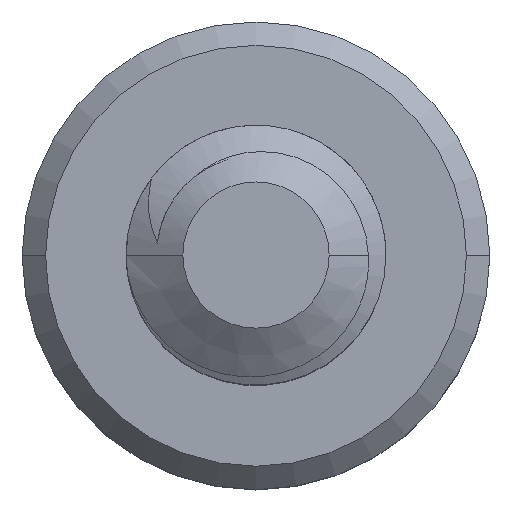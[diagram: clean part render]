
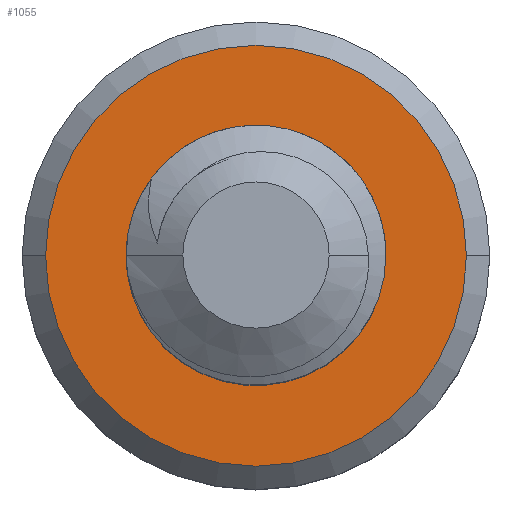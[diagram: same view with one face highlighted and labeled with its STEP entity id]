
A CAD part, top view. The second image highlights one B-rep face of the part: STEP entity #1055.
In plain terms, the highlighted planar face has unit normal (0, 0, 1).
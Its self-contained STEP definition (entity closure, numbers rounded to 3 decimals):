
#20=FACE_BOUND('',#266,.T.);
#23=PLANE('',#1152);
#146=B_SPLINE_CURVE_WITH_KNOTS('',3,(#2492,#2493,#2494,#2495,#2496,#2497,
#2498,#2499,#2500,#2501),.UNSPECIFIED.,.F.,.F.,(4,2,2,2,4),(0.,
0.001,0.001,0.002,0.003),
 .UNSPECIFIED.);
#147=B_SPLINE_CURVE_WITH_KNOTS('',3,(#2777,#2778,#2779,#2780,#2781,#2782,
#2783,#2784,#2785,#2786,#2787,#2788,#2789,#2790,#2791,#2792),
 .UNSPECIFIED.,.F.,.F.,(4,2,2,2,2,2,2,4),(0.,0.,
0.001,0.001,0.001,0.002,
0.002,0.003),.UNSPECIFIED.);
#201=FACE_OUTER_BOUND('',#265,.T.);
#265=EDGE_LOOP('',(#937,#938));
#266=EDGE_LOOP('',(#939,#940,#941,#942));
#392=CIRCLE('',#1087,2.025);
#400=CIRCLE('',#1118,1.25);
#402=CIRCLE('',#1137,0.958);
#413=CIRCLE('',#1153,2.025);
#414=VERTEX_POINT('',#1400);
#415=VERTEX_POINT('',#1401);
#470=VERTEX_POINT('',#1861);
#472=VERTEX_POINT('',#1867);
#502=VERTEX_POINT('',#2491);
#503=VERTEX_POINT('',#2773);
#515=EDGE_CURVE('',#414,#415,#392,.T.);
#593=EDGE_CURVE('',#472,#470,#400,.T.);
#641=EDGE_CURVE('',#502,#470,#146,.T.);
#644=EDGE_CURVE('',#472,#503,#147,.T.);
#645=EDGE_CURVE('',#503,#502,#402,.T.);
#656=EDGE_CURVE('',#415,#414,#413,.T.);
#937=ORIENTED_EDGE('',*,*,#656,.T.);
#938=ORIENTED_EDGE('',*,*,#515,.T.);
#939=ORIENTED_EDGE('',*,*,#593,.F.);
#940=ORIENTED_EDGE('',*,*,#644,.T.);
#941=ORIENTED_EDGE('',*,*,#645,.T.);
#942=ORIENTED_EDGE('',*,*,#641,.T.);
#1055=ADVANCED_FACE('',(#201,#20),#23,.F.);
#1087=AXIS2_PLACEMENT_3D('',#1402,#1176,#1177);
#1118=AXIS2_PLACEMENT_3D('',#1873,#1267,#1268);
#1137=AXIS2_PLACEMENT_3D('',#2794,#1319,#1320);
#1152=AXIS2_PLACEMENT_3D('',#2814,#1349,#1350);
#1153=AXIS2_PLACEMENT_3D('',#2815,#1351,#1352);
#1176=DIRECTION('center_axis',(0.,0.,1.));
#1177=DIRECTION('ref_axis',(-1.,0.,0.));
#1267=DIRECTION('center_axis',(0.,0.,1.));
#1268=DIRECTION('ref_axis',(1.,0.,0.));
#1319=DIRECTION('center_axis',(0.,0.,-1.));
#1320=DIRECTION('ref_axis',(1.,0.,0.));
#1349=DIRECTION('center_axis',(0.,0.,-1.));
#1350=DIRECTION('ref_axis',(-1.,0.,0.));
#1351=DIRECTION('center_axis',(0.,0.,1.));
#1352=DIRECTION('ref_axis',(-1.,0.,0.));
#1400=CARTESIAN_POINT('',(2.025,0.,-4.));
#1401=CARTESIAN_POINT('',(-2.025,0.,-4.));
#1402=CARTESIAN_POINT('Origin',(0.,0.,-4.));
#1861=CARTESIAN_POINT('',(-1.246,0.104,-4.));
#1867=CARTESIAN_POINT('',(-0.797,0.963,-4.));
#1873=CARTESIAN_POINT('Origin',(0.,0.,-4.));
#2491=CARTESIAN_POINT('',(0.61,-0.738,-4.));
#2492=CARTESIAN_POINT('Ctrl Pts',(0.61,-0.738,
-4.));
#2493=CARTESIAN_POINT('Ctrl Pts',(0.461,-0.899,
-4.));
#2494=CARTESIAN_POINT('Ctrl Pts',(0.262,-1.004,-4.));
#2495=CARTESIAN_POINT('Ctrl Pts',(-0.17,-1.072,
-4.));
#2496=CARTESIAN_POINT('Ctrl Pts',(-0.392,-1.038,
-4.));
#2497=CARTESIAN_POINT('Ctrl Pts',(-0.786,-0.852,
-4.));
#2498=CARTESIAN_POINT('Ctrl Pts',(-0.952,-0.699,
-4.));
#2499=CARTESIAN_POINT('Ctrl Pts',(-1.178,-0.33,
-4.));
#2500=CARTESIAN_POINT('Ctrl Pts',(-1.241,-0.115,
-4.));
#2501=CARTESIAN_POINT('Ctrl Pts',(-1.246,0.104,-4.));
#2773=CARTESIAN_POINT('',(0.954,-0.08,-4.));
#2777=CARTESIAN_POINT('Ctrl Pts',(-0.797,0.963,
-4.));
#2778=CARTESIAN_POINT('Ctrl Pts',(-0.706,1.024,-4.));
#2779=CARTESIAN_POINT('Ctrl Pts',(-0.608,1.072,-4.));
#2780=CARTESIAN_POINT('Ctrl Pts',(-0.402,1.141,-4.));
#2781=CARTESIAN_POINT('Ctrl Pts',(-0.294,1.161,-4.));
#2782=CARTESIAN_POINT('Ctrl Pts',(-0.078,1.173,
-4.));
#2783=CARTESIAN_POINT('Ctrl Pts',(0.032,1.165,-4.));
#2784=CARTESIAN_POINT('Ctrl Pts',(0.242,1.117,-4.));
#2785=CARTESIAN_POINT('Ctrl Pts',(0.345,1.077,-4.));
#2786=CARTESIAN_POINT('Ctrl Pts',(0.627,0.916,-4.));
#2787=CARTESIAN_POINT('Ctrl Pts',(0.781,0.752,-4.));
#2788=CARTESIAN_POINT('Ctrl Pts',(0.925,0.456,-4.));
#2789=CARTESIAN_POINT('Ctrl Pts',(0.957,0.353,-4.));
#2790=CARTESIAN_POINT('Ctrl Pts',(0.983,0.137,-4.));
#2791=CARTESIAN_POINT('Ctrl Pts',(0.978,0.027,
-4.));
#2792=CARTESIAN_POINT('Ctrl Pts',(0.954,-0.08,
-4.));
#2794=CARTESIAN_POINT('Origin',(0.,0.,-4.));
#2814=CARTESIAN_POINT('Origin',(0.,0.,-4.));
#2815=CARTESIAN_POINT('Origin',(0.,0.,-4.));
